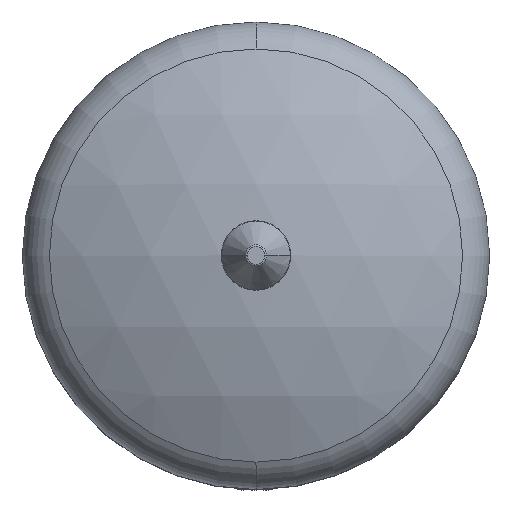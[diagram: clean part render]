
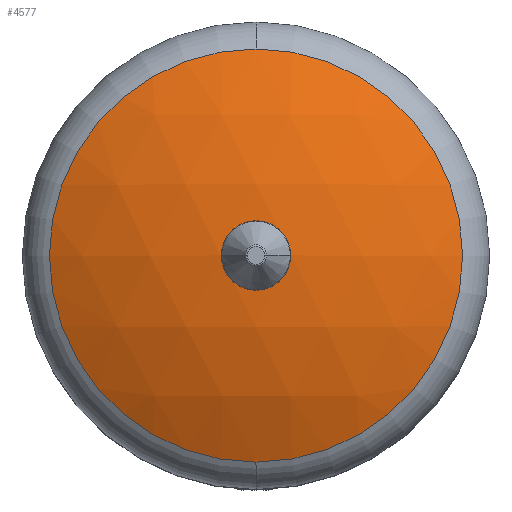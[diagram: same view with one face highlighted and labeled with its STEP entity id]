
A CAD part, top view. The second image highlights one B-rep face of the part: STEP entity #4577.
In plain terms, the highlighted spherical face has radius 281 mm.
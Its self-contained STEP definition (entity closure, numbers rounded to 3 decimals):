
#4516=CARTESIAN_POINT('',(0.,123.774,325.272));
#4517=VERTEX_POINT('',#4516);
#4533=CARTESIAN_POINT('',(0.,-123.774,325.272));
#4534=VERTEX_POINT('',#4533);
#4542=CARTESIAN_POINT('',(-123.774,0.,325.272));
#4543=VERTEX_POINT('',#4542);
#4544=CARTESIAN_POINT('',(0.,0.,325.272));
#4545=DIRECTION('',(0.0,0.0,-1.0));
#4546=DIRECTION('',(-1.0,0.0,0.0));
#4547=AXIS2_PLACEMENT_3D('',#4544,#4545,#4546);
#4548=CIRCLE('',#4547,123.774);
#4549=EDGE_CURVE('',#4534,#4543,#4548,.T.);
#4551=CARTESIAN_POINT('',(0.,0.,325.272));
#4552=DIRECTION('',(0.0,0.0,-1.0));
#4553=DIRECTION('',(-1.0,0.0,0.0));
#4554=AXIS2_PLACEMENT_3D('',#4551,#4552,#4553);
#4555=CIRCLE('',#4554,123.774);
#4556=EDGE_CURVE('',#4543,#4517,#4555,.T.);
#4561=CARTESIAN_POINT('',(0.,0.,73.));
#4562=DIRECTION('',(0.0,1.0,0.0));
#4563=DIRECTION('',(1.0,0.0,0.0));
#4564=AXIS2_PLACEMENT_3D('',#4561,#4562,#4563);
#4565=SPHERICAL_SURFACE('',#4564,281.);
#4566=ORIENTED_EDGE('',*,*,#4556,.F.);
#4567=ORIENTED_EDGE('',*,*,#4549,.F.);
#4568=CARTESIAN_POINT('',(0.,0.,325.272));
#4569=DIRECTION('',(0.0,0.0,-1.0));
#4570=DIRECTION('',(-1.0,0.0,0.0));
#4571=AXIS2_PLACEMENT_3D('',#4568,#4569,#4570);
#4572=CIRCLE('',#4571,123.774);
#4573=EDGE_CURVE('',#4517,#4534,#4572,.T.);
#4574=ORIENTED_EDGE('',*,*,#4573,.F.);
#4575=EDGE_LOOP('',(#4566,#4567,#4574));
#4576=FACE_OUTER_BOUND('',#4575,.T.);
#4577=ADVANCED_FACE('',(#4576),#4565,.T.);
